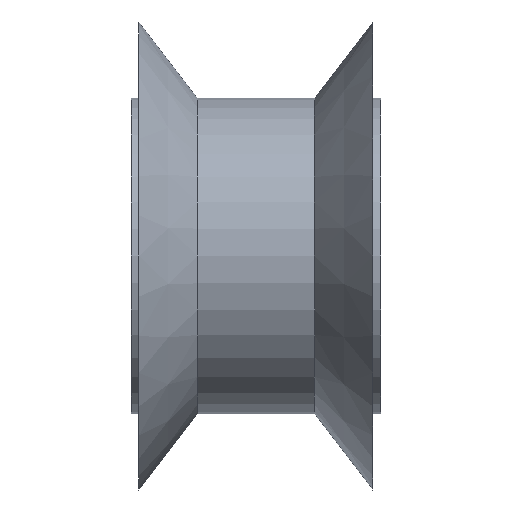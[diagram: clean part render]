
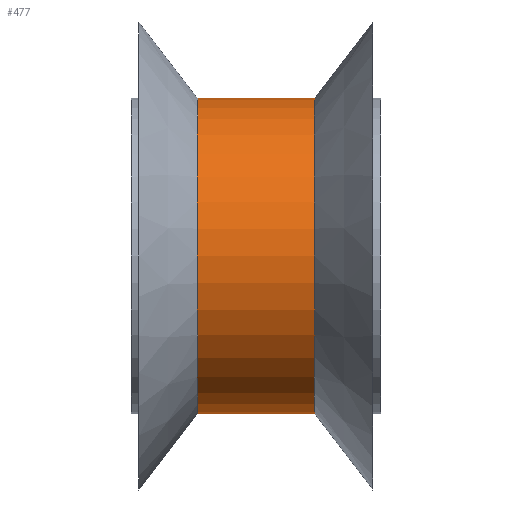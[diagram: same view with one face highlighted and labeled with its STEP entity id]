
A CAD part, front view. The second image highlights one B-rep face of the part: STEP entity #477.
In plain terms, the highlighted cylindrical face has radius 20.25 mm (diameter 40.5 mm), a partial arc.
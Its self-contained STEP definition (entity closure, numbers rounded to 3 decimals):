
#48 = DIRECTION ( 'NONE',  ( -1., 0., 0. ) ) ;
#57 = DIRECTION ( 'NONE',  ( -1., 0., 0. ) ) ;
#71 = ORIENTED_EDGE ( 'NONE', *, *, #120, .T. ) ;
#76 = CIRCLE ( 'NONE', #152, 20.25 ) ;
#82 = VERTEX_POINT ( 'NONE', #429 ) ;
#109 = FACE_OUTER_BOUND ( 'NONE', #301, .T. ) ;
#117 = ORIENTED_EDGE ( 'NONE', *, *, #384, .F. ) ;
#120 = EDGE_CURVE ( 'NONE', #450, #82, #175, .T. ) ;
#134 = CARTESIAN_POINT ( 'NONE',  ( -7.5, 0., 0. ) ) ;
#139 = DIRECTION ( 'NONE',  ( 0., 0., 1. ) ) ;
#148 = CARTESIAN_POINT ( 'NONE',  ( 7.5, 0., 20.25 ) ) ;
#152 = AXIS2_PLACEMENT_3D ( 'NONE', #134, #48, #571 ) ;
#156 = CARTESIAN_POINT ( 'NONE',  ( 0., 0., 20.25 ) ) ;
#166 = AXIS2_PLACEMENT_3D ( 'NONE', #221, #181, #139 ) ;
#168 = VECTOR ( 'NONE', #368, 1000. ) ;
#175 = LINE ( 'NONE', #156, #168 ) ;
#181 = DIRECTION ( 'NONE',  ( -1., 0., 0. ) ) ;
#185 = ORIENTED_EDGE ( 'NONE', *, *, #293, .T. ) ;
#205 = CYLINDRICAL_SURFACE ( 'NONE', #386, 20.25 ) ;
#221 = CARTESIAN_POINT ( 'NONE',  ( 7.5, 0., 0. ) ) ;
#259 = ORIENTED_EDGE ( 'NONE', *, *, #269, .F. ) ;
#269 = EDGE_CURVE ( 'NONE', #353, #82, #76, .T. ) ;
#288 = CARTESIAN_POINT ( 'NONE',  ( 7.5, 0., -20.25 ) ) ;
#293 = EDGE_CURVE ( 'NONE', #547, #450, #508, .T. ) ;
#301 = EDGE_LOOP ( 'NONE', ( #117, #185, #71, #259 ) ) ;
#306 = CARTESIAN_POINT ( 'NONE',  ( -7.5, 0., -20.25 ) ) ;
#315 = DIRECTION ( 'NONE',  ( 0., 0., 1. ) ) ;
#316 = DIRECTION ( 'NONE',  ( -1., 0., 0. ) ) ;
#353 = VERTEX_POINT ( 'NONE', #306 ) ;
#368 = DIRECTION ( 'NONE',  ( -1., 0., 0. ) ) ;
#382 = VECTOR ( 'NONE', #57, 1000. ) ;
#384 = EDGE_CURVE ( 'NONE', #547, #353, #515, .T. ) ;
#386 = AXIS2_PLACEMENT_3D ( 'NONE', #437, #316, #315 ) ;
#429 = CARTESIAN_POINT ( 'NONE',  ( -7.5, 0., 20.25 ) ) ;
#437 = CARTESIAN_POINT ( 'NONE',  ( 0., 0., 0. ) ) ;
#450 = VERTEX_POINT ( 'NONE', #148 ) ;
#477 = ADVANCED_FACE ( 'NONE', ( #109 ), #205, .T. ) ;
#492 = CARTESIAN_POINT ( 'NONE',  ( 0., 0., -20.25 ) ) ;
#508 = CIRCLE ( 'NONE', #166, 20.25 ) ;
#515 = LINE ( 'NONE', #492, #382 ) ;
#547 = VERTEX_POINT ( 'NONE', #288 ) ;
#571 = DIRECTION ( 'NONE',  ( 0., 0., 1. ) ) ;
